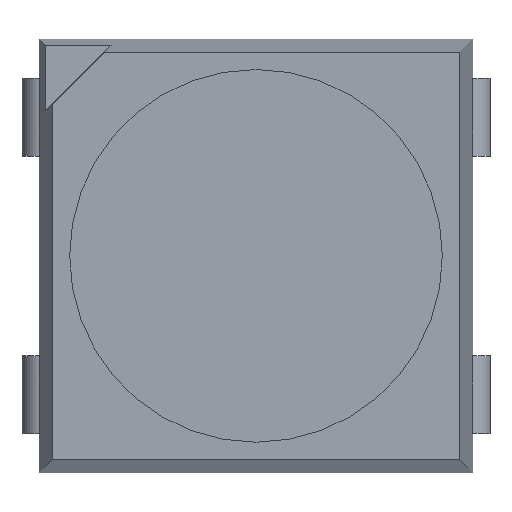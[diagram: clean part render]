
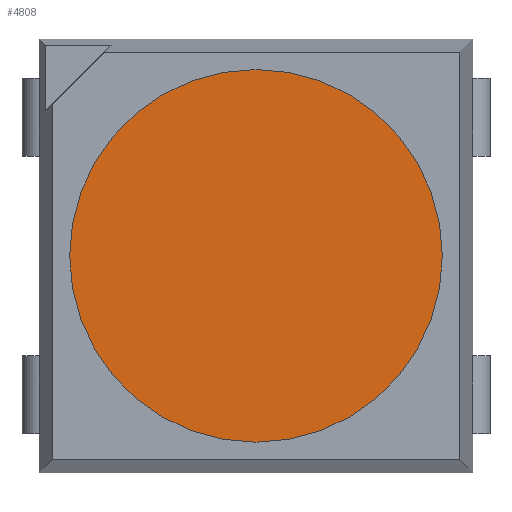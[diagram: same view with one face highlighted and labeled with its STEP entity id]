
A CAD part, top view. The second image highlights one B-rep face of the part: STEP entity #4808.
In plain terms, the highlighted planar face has unit normal (0, 0, 1).
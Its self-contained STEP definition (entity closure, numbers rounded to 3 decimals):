
#1035=ORIENTED_EDGE('',*,*,#2267,.T.);
#2267=EDGE_CURVE('',#2915,#2915,#3163,.T.);
#2915=VERTEX_POINT('',#5700);
#3163=CIRCLE('',#4923,2.15);
#3354=EDGE_LOOP('',(#1035));
#3757=FACE_BOUND('',#3354,.T.);
#4221=PLANE('',#4923);
#4808=ADVANCED_FACE('',(#3757),#4221,.T.);
#4923=AXIS2_PLACEMENT_3D('',#5699,#5192,#5193);
#5192=DIRECTION('',(0.,0.,1.));
#5193=DIRECTION('',(1.,0.,0.));
#5699=CARTESIAN_POINT('',(0.,0.,1.58));
#5700=CARTESIAN_POINT('',(2.15,0.,1.58));
